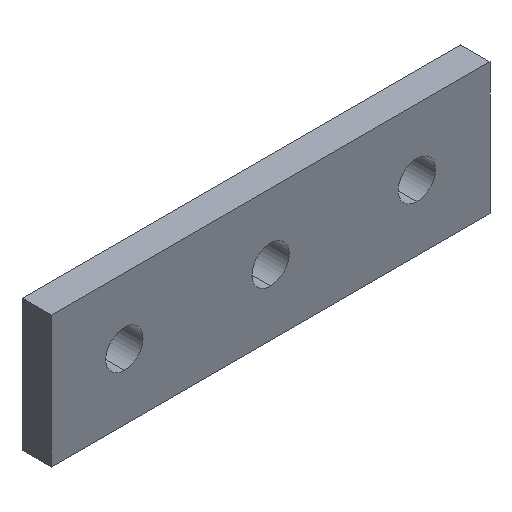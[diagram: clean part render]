
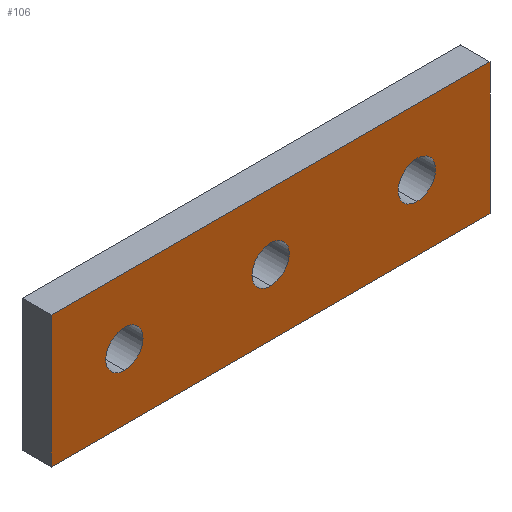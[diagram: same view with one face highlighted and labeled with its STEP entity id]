
A CAD part, isometric view. The second image highlights one B-rep face of the part: STEP entity #106.
In plain terms, the highlighted planar face has unit normal (0, -1, 0).
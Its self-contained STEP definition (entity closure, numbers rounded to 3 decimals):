
#2 = CARTESIAN_POINT ( 'NONE',  ( 0., 0., 0. ) ) ;
#4 = CIRCLE ( 'NONE', #26, 2.55 ) ;
#7 = CARTESIAN_POINT ( 'NONE',  ( -30., 0., 9. ) ) ;
#10 = AXIS2_PLACEMENT_3D ( 'NONE', #260, #249, #83 ) ;
#13 = DIRECTION ( 'NONE',  ( 0., 1., 0. ) ) ;
#15 = CARTESIAN_POINT ( 'NONE',  ( 20., 0., 0. ) ) ;
#16 = CIRCLE ( 'NONE', #356, 2.55 ) ;
#24 = LINE ( 'NONE', #338, #263 ) ;
#26 = AXIS2_PLACEMENT_3D ( 'NONE', #111, #362, #353 ) ;
#28 = CIRCLE ( 'NONE', #392, 2.55 ) ;
#29 = VECTOR ( 'NONE', #405, 1000. ) ;
#37 = CIRCLE ( 'NONE', #383, 2.55 ) ;
#50 = CIRCLE ( 'NONE', #380, 2.55 ) ;
#53 = CIRCLE ( 'NONE', #329, 2.55 ) ;
#69 = LINE ( 'NONE', #223, #76 ) ;
#74 = DIRECTION ( 'NONE',  ( 0., 1., 0. ) ) ;
#75 = DIRECTION ( 'NONE',  ( 0., 0., -1. ) ) ;
#76 = VECTOR ( 'NONE', #321, 1000. ) ;
#78 = DIRECTION ( 'NONE',  ( 0., 0., 1. ) ) ;
#83 = DIRECTION ( 'NONE',  ( 0., 0., 1. ) ) ;
#85 = EDGE_LOOP ( 'NONE', ( #267, #222 ) ) ;
#87 = DIRECTION ( 'NONE',  ( 0., 0., 1. ) ) ;
#88 = LINE ( 'NONE', #216, #91 ) ;
#91 = VECTOR ( 'NONE', #212, 1000. ) ;
#92 = ORIENTED_EDGE ( 'NONE', *, *, #262, .F. ) ;
#94 = DIRECTION ( 'NONE',  ( 0., 1., 0. ) ) ;
#106 = ADVANCED_FACE ( 'NONE', ( #130, #149, #138, #132 ), #277, .F. ) ;
#111 = CARTESIAN_POINT ( 'NONE',  ( -20., 0., 0. ) ) ;
#114 = LINE ( 'NONE', #365, #29 ) ;
#116 = ORIENTED_EDGE ( 'NONE', *, *, #435, .F. ) ;
#121 = VERTEX_POINT ( 'NONE', #307 ) ;
#124 = ORIENTED_EDGE ( 'NONE', *, *, #368, .T. ) ;
#125 = DIRECTION ( 'NONE',  ( 0., 1., 0. ) ) ;
#126 = VERTEX_POINT ( 'NONE', #198 ) ;
#130 = FACE_BOUND ( 'NONE', #448, .T. ) ;
#131 = CARTESIAN_POINT ( 'NONE',  ( -20., 0., 0. ) ) ;
#132 = FACE_BOUND ( 'NONE', #85, .T. ) ;
#138 = FACE_BOUND ( 'NONE', #209, .T. ) ;
#149 = FACE_OUTER_BOUND ( 'NONE', #247, .T. ) ;
#172 = ORIENTED_EDGE ( 'NONE', *, *, #408, .F. ) ;
#175 = VERTEX_POINT ( 'NONE', #377 ) ;
#179 = CARTESIAN_POINT ( 'NONE',  ( 20., 0., 0. ) ) ;
#198 = CARTESIAN_POINT ( 'NONE',  ( 20., 0., 2.55 ) ) ;
#209 = EDGE_LOOP ( 'NONE', ( #124, #274 ) ) ;
#212 = DIRECTION ( 'NONE',  ( 1., 0., 0. ) ) ;
#216 = CARTESIAN_POINT ( 'NONE',  ( 30., 0., 9. ) ) ;
#222 = ORIENTED_EDGE ( 'NONE', *, *, #315, .T. ) ;
#223 = CARTESIAN_POINT ( 'NONE',  ( 30., 0., 9. ) ) ;
#225 = VERTEX_POINT ( 'NONE', #394 ) ;
#234 = VERTEX_POINT ( 'NONE', #335 ) ;
#247 = EDGE_LOOP ( 'NONE', ( #92, #417, #172, #116 ) ) ;
#248 = ORIENTED_EDGE ( 'NONE', *, *, #378, .T. ) ;
#249 = DIRECTION ( 'NONE',  ( 0., 1., 0. ) ) ;
#252 = VERTEX_POINT ( 'NONE', #412 ) ;
#260 = CARTESIAN_POINT ( 'NONE',  ( 0., 0., 0. ) ) ;
#261 = VERTEX_POINT ( 'NONE', #409 ) ;
#262 = EDGE_CURVE ( 'NONE', #261, #423, #24, .T. ) ;
#263 = VECTOR ( 'NONE', #403, 1000. ) ;
#267 = ORIENTED_EDGE ( 'NONE', *, *, #354, .T. ) ;
#272 = VERTEX_POINT ( 'NONE', #398 ) ;
#274 = ORIENTED_EDGE ( 'NONE', *, *, #289, .T. ) ;
#277 = PLANE ( 'NONE',  #10 ) ;
#285 = DIRECTION ( 'NONE',  ( 0., 0., -1. ) ) ;
#289 = EDGE_CURVE ( 'NONE', #121, #175, #4, .T. ) ;
#291 = EDGE_CURVE ( 'NONE', #272, #261, #114, .T. ) ;
#307 = CARTESIAN_POINT ( 'NONE',  ( -20., 0., 2.55 ) ) ;
#315 = EDGE_CURVE ( 'NONE', #343, #252, #16, .T. ) ;
#321 = DIRECTION ( 'NONE',  ( 0., 0., -1. ) ) ;
#327 = EDGE_CURVE ( 'NONE', #126, #225, #28, .T. ) ;
#329 = AXIS2_PLACEMENT_3D ( 'NONE', #131, #125, #78 ) ;
#335 = CARTESIAN_POINT ( 'NONE',  ( 30., 0., 9. ) ) ;
#338 = CARTESIAN_POINT ( 'NONE',  ( -30., 0., 9. ) ) ;
#343 = VERTEX_POINT ( 'NONE', #449 ) ;
#353 = DIRECTION ( 'NONE',  ( 0., 0., 1. ) ) ;
#354 = EDGE_CURVE ( 'NONE', #252, #343, #37, .T. ) ;
#355 = CARTESIAN_POINT ( 'NONE',  ( 0., 0., 0. ) ) ;
#356 = AXIS2_PLACEMENT_3D ( 'NONE', #355, #357, #359 ) ;
#357 = DIRECTION ( 'NONE',  ( 0., 1., 0. ) ) ;
#359 = DIRECTION ( 'NONE',  ( 0., 0., 1. ) ) ;
#362 = DIRECTION ( 'NONE',  ( 0., 1., 0. ) ) ;
#365 = CARTESIAN_POINT ( 'NONE',  ( 30., 0., -9. ) ) ;
#368 = EDGE_CURVE ( 'NONE', #175, #121, #53, .T. ) ;
#377 = CARTESIAN_POINT ( 'NONE',  ( -20., 0., -2.55 ) ) ;
#378 = EDGE_CURVE ( 'NONE', #225, #126, #50, .T. ) ;
#380 = AXIS2_PLACEMENT_3D ( 'NONE', #179, #74, #75 ) ;
#383 = AXIS2_PLACEMENT_3D ( 'NONE', #2, #94, #87 ) ;
#392 = AXIS2_PLACEMENT_3D ( 'NONE', #15, #13, #285 ) ;
#394 = CARTESIAN_POINT ( 'NONE',  ( 20., 0., -2.55 ) ) ;
#398 = CARTESIAN_POINT ( 'NONE',  ( 30., 0., -9. ) ) ;
#403 = DIRECTION ( 'NONE',  ( 0., 0., 1. ) ) ;
#405 = DIRECTION ( 'NONE',  ( -1., 0., 0. ) ) ;
#408 = EDGE_CURVE ( 'NONE', #234, #272, #69, .T. ) ;
#409 = CARTESIAN_POINT ( 'NONE',  ( -30., 0., -9. ) ) ;
#412 = CARTESIAN_POINT ( 'NONE',  ( 0., 0., -2.55 ) ) ;
#417 = ORIENTED_EDGE ( 'NONE', *, *, #291, .F. ) ;
#423 = VERTEX_POINT ( 'NONE', #7 ) ;
#435 = EDGE_CURVE ( 'NONE', #423, #234, #88, .T. ) ;
#436 = ORIENTED_EDGE ( 'NONE', *, *, #327, .T. ) ;
#448 = EDGE_LOOP ( 'NONE', ( #248, #436 ) ) ;
#449 = CARTESIAN_POINT ( 'NONE',  ( 0., 0., 2.55 ) ) ;
